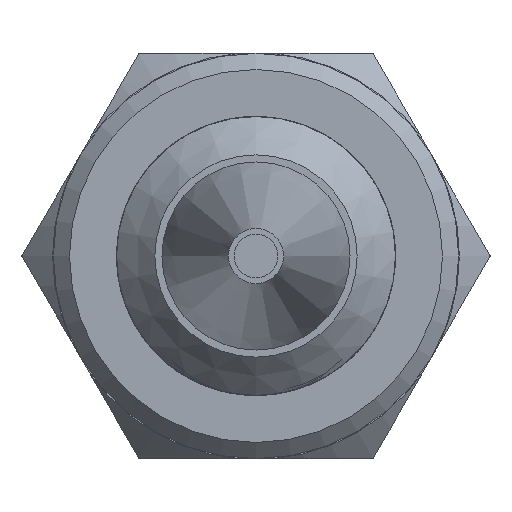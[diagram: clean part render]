
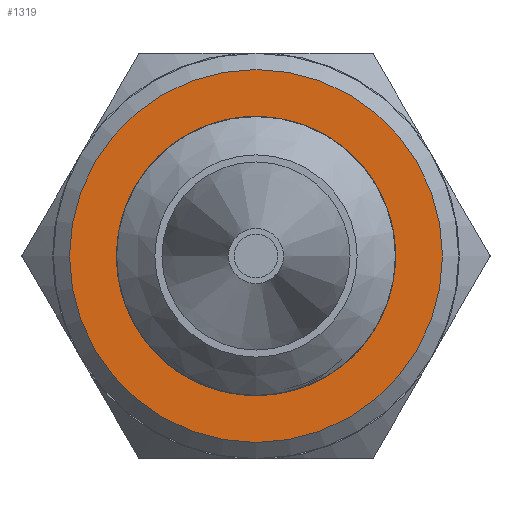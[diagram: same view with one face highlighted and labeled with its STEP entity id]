
A CAD part, left-side view. The second image highlights one B-rep face of the part: STEP entity #1319.
In plain terms, the highlighted planar face has unit normal (-1, 0, 0).
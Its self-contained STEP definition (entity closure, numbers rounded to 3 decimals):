
#1277=CARTESIAN_POINT('',(6.35,1.461,0.));
#1278=VERTEX_POINT('',#1277);
#1279=CARTESIAN_POINT('',(6.35,0.,0.0));
#1280=DIRECTION('',(1.0,0.0,0.0));
#1281=DIRECTION('',(0.0,-1.0,0.0));
#1282=AXIS2_PLACEMENT_3D('',#1279,#1280,#1281);
#1283=CIRCLE('',#1282,1.461);
#1284=EDGE_CURVE('',#1278,#1278,#1283,.T.);
#1300=CARTESIAN_POINT('',(6.35,1.34,0.0));
#1301=DIRECTION('',(-1.0,0.0,0.0));
#1302=DIRECTION('',(0.0,0.0,1.0));
#1303=AXIS2_PLACEMENT_3D('',#1300,#1301,#1302);
#1304=PLANE('',#1303);
#1305=ORIENTED_EDGE('',*,*,#1284,.F.);
#1306=EDGE_LOOP('',(#1305));
#1307=FACE_OUTER_BOUND('',#1306,.T.);
#1308=CARTESIAN_POINT('',(6.35,1.092,0.0));
#1309=VERTEX_POINT('',#1308);
#1310=CARTESIAN_POINT('',(6.35,0.,0.0));
#1311=DIRECTION('',(1.0,0.0,0.0));
#1312=DIRECTION('',(0.0,1.0,0.0));
#1313=AXIS2_PLACEMENT_3D('',#1310,#1311,#1312);
#1314=CIRCLE('',#1313,1.092);
#1315=EDGE_CURVE('',#1309,#1309,#1314,.T.);
#1316=ORIENTED_EDGE('',*,*,#1315,.T.);
#1317=EDGE_LOOP('',(#1316));
#1318=FACE_BOUND('',#1317,.T.);
#1319=ADVANCED_FACE('',(#1307,#1318),#1304,.T.);
